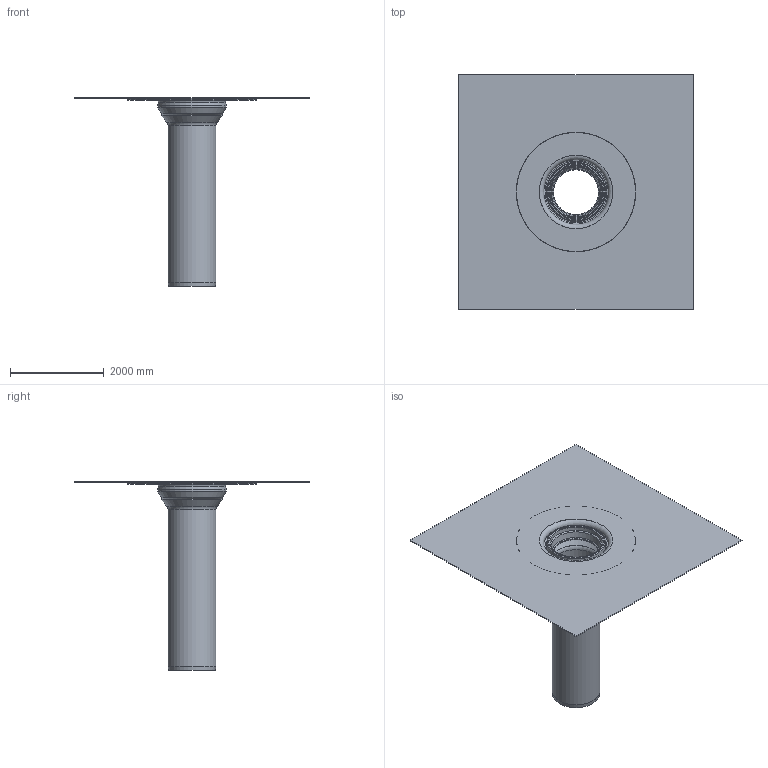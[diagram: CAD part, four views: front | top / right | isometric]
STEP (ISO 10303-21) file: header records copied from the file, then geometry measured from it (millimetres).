
FILE_DESCRIPTION(/* description */ (''),/* implementation_level */ '2;1');
FILE_NAME(/* name */ '16203.070X_3D.stp',/* time_stamp */ '2025-07-07T13:23:26+02:00',/* author */ ('c.rudolph'),/* organization */ (''),/* preprocessor_version */ 'ST-DEVELOPER v20',/* originating_system */ 'AutoCAD Mechanical',/* authorisation */ '');
FILE_SCHEMA (('AUTOMOTIVE_DESIGN { 1 0 10303 214 3 1 1 }'));
Length unit declared in the file: centimetre
Products named in the file (2): Product; *S0
Assembly tree (1 placements, depth 2):
  Product
    *S0
Bounding box: 5000 x 5000 x 4015 mm (x, y, z)
Volume: 832409129.6 mm3; surface area: 93090258.2 mm2
Topology: 5 solids, 6 shells, 80 faces, 178 edges, 114 vertices
Faces by surface type: cone 24, torus 23, plane 19, cylinder 14
Full cylindrical faces by diameter (mm): 960 x1, 980 x1, 1020 x1, 1150 x1, 1160 x2, 1200 x3, 1400 x2, 1430 x2, 1460 x1
Entity records: 2381 total; most frequent: DIRECTION 471, CARTESIAN_POINT 375, ORIENTED_EDGE 354, AXIS2_PLACEMENT_3D 210, EDGE_CURVE 177, CIRCLE 127, VERTEX_POINT 112, EDGE_LOOP 95
